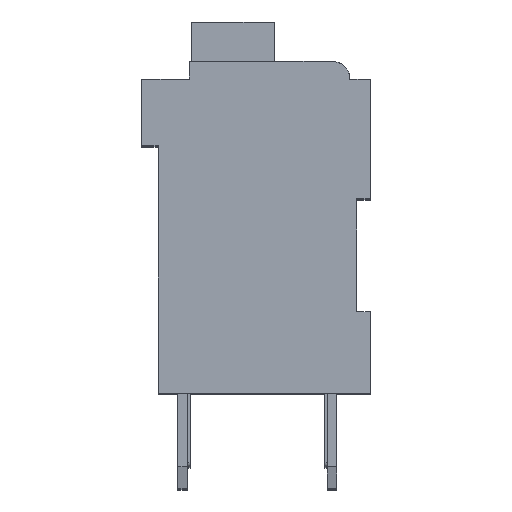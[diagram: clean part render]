
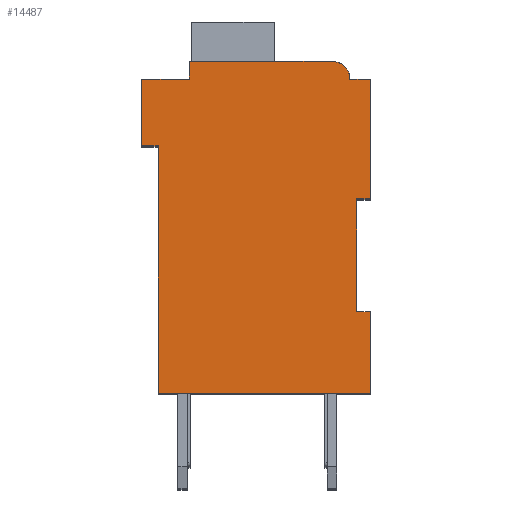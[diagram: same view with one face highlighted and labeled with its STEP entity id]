
A CAD part, top view. The second image highlights one B-rep face of the part: STEP entity #14487.
In plain terms, the highlighted planar face has unit normal (0, 0, 1).
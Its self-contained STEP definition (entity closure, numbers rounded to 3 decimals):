
#3650=DIRECTION('',(1.,0.,0.));
#3651=VECTOR('',#3650,0.5);
#3652=CARTESIAN_POINT('',(7.3,7.15,2.1));
#3653=LINE('',#3652,#3651);
#3654=DIRECTION('',(0.,1.,0.));
#3655=VECTOR('',#3654,4.15);
#3656=CARTESIAN_POINT('',(7.3,3.,2.1));
#3657=LINE('',#3656,#3655);
#3658=DIRECTION('',(-1.,0.,0.));
#3659=VECTOR('',#3658,0.5);
#3660=CARTESIAN_POINT('',(7.8,3.,2.1));
#3661=LINE('',#3660,#3659);
#3662=DIRECTION('',(0.,1.,0.));
#3663=VECTOR('',#3662,3.);
#3664=CARTESIAN_POINT('',(7.8,0.,2.1));
#3665=LINE('',#3664,#3663);
#3666=DIRECTION('',(1.,0.,0.));
#3667=VECTOR('',#3666,7.8);
#3668=CARTESIAN_POINT('',(0.,0.,2.1));
#3669=LINE('',#3668,#3667);
#3670=DIRECTION('',(0.,-1.,0.));
#3671=VECTOR('',#3670,9.1);
#3672=CARTESIAN_POINT('',(0.,9.1,2.1));
#3673=LINE('',#3672,#3671);
#3674=DIRECTION('',(1.,0.,0.));
#3675=VECTOR('',#3674,0.6);
#3676=CARTESIAN_POINT('',(-0.6,9.1,2.1));
#3677=LINE('',#3676,#3675);
#3678=DIRECTION('',(0.,-1.,0.));
#3679=VECTOR('',#3678,2.45);
#3680=CARTESIAN_POINT('',(-0.6,11.55,2.1));
#3681=LINE('',#3680,#3679);
#3682=DIRECTION('',(-1.,0.,0.));
#3683=VECTOR('',#3682,1.75);
#3684=CARTESIAN_POINT('',(1.15,11.55,2.1));
#3685=LINE('',#3684,#3683);
#3686=DIRECTION('',(0.,-1.,0.));
#3687=VECTOR('',#3686,0.65);
#3688=CARTESIAN_POINT('',(1.15,12.2,2.1));
#3689=LINE('',#3688,#3687);
#3690=DIRECTION('',(-1.,0.,0.));
#3691=VECTOR('',#3690,5.25);
#3692=CARTESIAN_POINT('',(6.4,12.2,2.1));
#3693=LINE('',#3692,#3691);
#3694=CARTESIAN_POINT('',(6.4,11.55,2.1));
#3695=DIRECTION('',(0.,0.,1.));
#3696=DIRECTION('',(1.,0.,0.));
#3697=AXIS2_PLACEMENT_3D('',#3694,#3695,#3696);
#3699=DIRECTION('',(-1.,0.,0.));
#3700=VECTOR('',#3699,0.75);
#3701=CARTESIAN_POINT('',(7.8,11.55,2.1));
#3702=LINE('',#3701,#3700);
#3703=DIRECTION('',(0.,1.,0.));
#3704=VECTOR('',#3703,4.4);
#3705=CARTESIAN_POINT('',(7.8,7.15,2.1));
#3706=LINE('',#3705,#3704);
#8055=CARTESIAN_POINT('',(7.3,7.15,2.1));
#8056=CARTESIAN_POINT('',(7.8,7.15,2.1));
#8057=VERTEX_POINT('',#8055);
#8058=VERTEX_POINT('',#8056);
#8059=CARTESIAN_POINT('',(7.8,11.55,2.1));
#8060=VERTEX_POINT('',#8059);
#8061=CARTESIAN_POINT('',(7.05,11.55,2.1));
#8062=VERTEX_POINT('',#8061);
#8063=CARTESIAN_POINT('',(6.4,12.2,2.1));
#8064=VERTEX_POINT('',#8063);
#8065=CARTESIAN_POINT('',(1.15,12.2,2.1));
#8066=VERTEX_POINT('',#8065);
#8067=CARTESIAN_POINT('',(1.15,11.55,2.1));
#8068=VERTEX_POINT('',#8067);
#8069=CARTESIAN_POINT('',(-0.6,11.55,2.1));
#8070=VERTEX_POINT('',#8069);
#8071=CARTESIAN_POINT('',(-0.6,9.1,2.1));
#8072=VERTEX_POINT('',#8071);
#8073=CARTESIAN_POINT('',(0.,9.1,2.1));
#8074=VERTEX_POINT('',#8073);
#8075=CARTESIAN_POINT('',(0.,0.,2.1));
#8076=VERTEX_POINT('',#8075);
#8077=CARTESIAN_POINT('',(7.8,0.,2.1));
#8078=VERTEX_POINT('',#8077);
#8079=CARTESIAN_POINT('',(7.8,3.,2.1));
#8080=VERTEX_POINT('',#8079);
#8081=CARTESIAN_POINT('',(7.3,3.,2.1));
#8082=VERTEX_POINT('',#8081);
#14466=CARTESIAN_POINT('',(0.,0.,2.1));
#14467=DIRECTION('',(0.,0.,1.));
#14468=DIRECTION('',(1.,0.,0.));
#14469=AXIS2_PLACEMENT_3D('',#14466,#14467,#14468);
#14470=PLANE('',#14469);
#14471=ORIENTED_EDGE('',*,*,#10600,.F.);
#14472=ORIENTED_EDGE('',*,*,#11034,.F.);
#14473=ORIENTED_EDGE('',*,*,#11358,.F.);
#14474=ORIENTED_EDGE('',*,*,#11563,.F.);
#14475=ORIENTED_EDGE('',*,*,#11808,.F.);
#14476=ORIENTED_EDGE('',*,*,#12141,.F.);
#14477=ORIENTED_EDGE('',*,*,#12688,.F.);
#14478=ORIENTED_EDGE('',*,*,#12832,.F.);
#14479=ORIENTED_EDGE('',*,*,#13047,.F.);
#14480=ORIENTED_EDGE('',*,*,#13476,.F.);
#14481=ORIENTED_EDGE('',*,*,#13806,.F.);
#14482=ORIENTED_EDGE('',*,*,#13098,.F.);
#14483=ORIENTED_EDGE('',*,*,#13347,.F.);
#14484=ORIENTED_EDGE('',*,*,#10929,.F.);
#14485=EDGE_LOOP('',(#14471,#14472,#14473,#14474,#14475,#14476,#14477,#14478,
#14479,#14480,#14481,#14482,#14483,#14484));
#14486=FACE_OUTER_BOUND('',#14485,.F.);
#3698=CIRCLE('',#3697,0.65);
#10600=EDGE_CURVE('',#8057,#8058,#3653,.T.);
#10929=EDGE_CURVE('',#8058,#8060,#3706,.T.);
#11034=EDGE_CURVE('',#8082,#8057,#3657,.T.);
#11358=EDGE_CURVE('',#8080,#8082,#3661,.T.);
#11563=EDGE_CURVE('',#8078,#8080,#3665,.T.);
#11808=EDGE_CURVE('',#8076,#8078,#3669,.T.);
#12141=EDGE_CURVE('',#8074,#8076,#3673,.T.);
#12688=EDGE_CURVE('',#8072,#8074,#3677,.T.);
#12832=EDGE_CURVE('',#8070,#8072,#3681,.T.);
#13047=EDGE_CURVE('',#8068,#8070,#3685,.T.);
#13098=EDGE_CURVE('',#8062,#8064,#3698,.T.);
#13347=EDGE_CURVE('',#8060,#8062,#3702,.T.);
#13476=EDGE_CURVE('',#8066,#8068,#3689,.T.);
#13806=EDGE_CURVE('',#8064,#8066,#3693,.T.);
#14487=ADVANCED_FACE('',(#14486),#14470,.T.);
